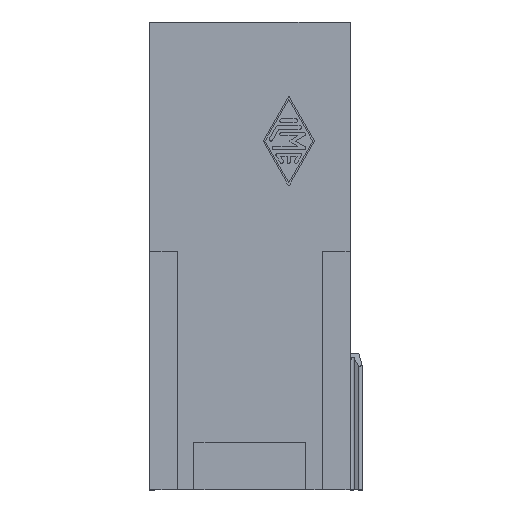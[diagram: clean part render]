
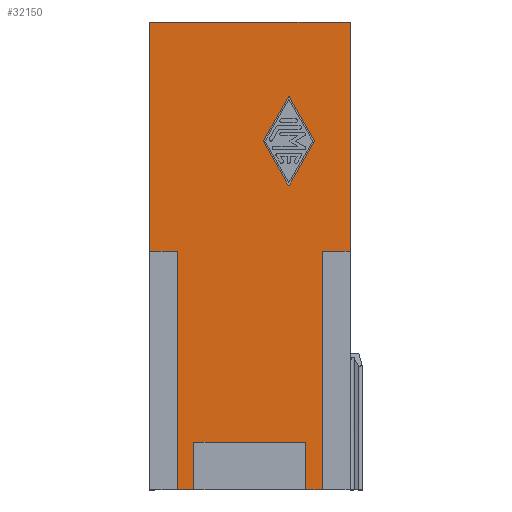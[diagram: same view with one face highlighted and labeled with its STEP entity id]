
A CAD part, front view. The second image highlights one B-rep face of the part: STEP entity #32150.
In plain terms, the highlighted face is planar.
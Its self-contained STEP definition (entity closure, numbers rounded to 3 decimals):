
#3920=CARTESIAN_POINT('',(44.598,78.257,-32.))
;
#3930=VERTEX_POINT('',#3920);
#3960=CARTESIAN_POINT('',(44.598,58.057,-32.));
#3970=DIRECTION('',(0.,-1.,0.));
#3980=VECTOR('',#3970,1.);
#3990=LINE('',#3960,#3980);
#4000=CARTESIAN_POINT('',(44.598,74.757,-32.))
;
#4010=VERTEX_POINT('',#4000);
#4020=EDGE_CURVE('',#3930,#4010,#3990,.T.);
#10040=CARTESIAN_POINT('',(41.348,60.757,-32.)
);
#10050=VERTEX_POINT('',#10040);
#10080=CARTESIAN_POINT('',(27.154,60.757,-32.))
;
#10090=DIRECTION('',(1.,0.,0.));
#10100=VECTOR('',#10090,1.);
#10110=LINE('',#10080,#10100);
#10120=CARTESIAN_POINT('',(43.398,60.757,-32.)
);
#10130=VERTEX_POINT('',#10120);
#10140=EDGE_CURVE('',#10050,#10130,#10110,.T.);
#14980=CARTESIAN_POINT('',(53.998,60.757,-32.)
);
#14990=VERTEX_POINT('',#14980);
#15020=CARTESIAN_POINT('',(27.154,60.757,-32.))
;
#15030=DIRECTION('',(1.,0.,0.));
#15040=VECTOR('',#15030,1.);
#15050=LINE('',#15020,#15040);
#15060=CARTESIAN_POINT('',(56.048,60.757,-32.)
);
#15070=VERTEX_POINT('',#15060);
#15080=EDGE_CURVE('',#14990,#15070,#15050,.T.);
#26180=CARTESIAN_POINT('',(43.398,78.257,-32.)
);
#26190=VERTEX_POINT('',#26180);
#26240=CARTESIAN_POINT('',(43.398,58.057,-32.));
#26250=DIRECTION('',(0.,-1.,0.));
#26260=VECTOR('',#26250,1.);
#26270=LINE('',#26240,#26260);
#26280=EDGE_CURVE('',#26190,#10130,#26270,.T.);
#28700=CARTESIAN_POINT('',(56.048,43.957,
-32.));
#28710=VERTEX_POINT('',#28700);
#30160=CARTESIAN_POINT('',(56.048,0.,-32.));
#30170=DIRECTION('',(0.,-1.,0.));
#30180=VECTOR('',#30170,1.);
#30190=LINE('',#30160,#30180);
#30200=EDGE_CURVE('',#15070,#28710,#30190,.T.);
#30870=CARTESIAN_POINT('',(53.998,63.757,-32.)
);
#30880=DIRECTION('',(0.,0.,-1.));
#30890=DIRECTION('',(1.,0.,0.));
#30900=AXIS2_PLACEMENT_3D('',#30870,#30880,#30890);
#30910=PLANE('',#30900);
#30920=CARTESIAN_POINT('',(19.544,0.,-32.));
#30930=DIRECTION('',(-0.496,-0.868,
0.));
#30940=VECTOR('',#30930,1.);
#30950=LINE('',#30920,#30940);
#30960=CARTESIAN_POINT('',(51.499,55.904,
-32.));
#30970=VERTEX_POINT('',#30960);
#30980=CARTESIAN_POINT('',(49.695,52.747,
-32.));
#30990=VERTEX_POINT('',#30980);
#31000=EDGE_CURVE('',#30970,#30990,#30950,.T.);
#31010=ORIENTED_EDGE('',*,*,#31000,.T.);
#31020=CARTESIAN_POINT('',(51.553,55.873,
-32.));
#31030=DIRECTION('',(0.,0.,-1.));
#31040=DIRECTION('',(0.,1.,0.));
#31050=AXIS2_PLACEMENT_3D('',#31020,#31030,#31040);
#31060=CIRCLE('',#31050,0.062);
#31070=CARTESIAN_POINT('',(51.607,55.904,
-32.));
#31080=VERTEX_POINT('',#31070);
#31090=EDGE_CURVE('',#30970,#31080,#31060,.T.);
#31100=ORIENTED_EDGE('',*,*,#31090,.F.);
#31110=CARTESIAN_POINT('',(83.562,0.,-32.));
#31120=DIRECTION('',(-0.496,0.868,
0.));
#31130=VECTOR('',#31120,1.);
#31140=LINE('',#31110,#31130);
#31150=CARTESIAN_POINT('',(53.412,52.747,
-32.));
#31160=VERTEX_POINT('',#31150);
#31170=EDGE_CURVE('',#31160,#31080,#31140,.T.);
#31180=ORIENTED_EDGE('',*,*,#31170,.T.);
#31190=CARTESIAN_POINT('',(53.303,52.685,
-32.));
#31200=DIRECTION('',(0.,0.,-1.));
#31210=DIRECTION('',(0.,1.,0.));
#31220=AXIS2_PLACEMENT_3D('',#31190,#31200,#31210);
#31230=CIRCLE('',#31220,0.125);
#31240=CARTESIAN_POINT('',(53.412,52.623,
-32.));
#31250=VERTEX_POINT('',#31240);
#31260=EDGE_CURVE('',#31160,#31250,#31230,.T.);
#31270=ORIENTED_EDGE('',*,*,#31260,.F.);
#31280=CARTESIAN_POINT('',(23.333,0.,-32.));
#31290=DIRECTION('',(0.496,0.868,
0.));
#31300=VECTOR('',#31290,1.);
#31310=LINE('',#31280,#31300);
#31320=CARTESIAN_POINT('',(51.607,49.467,
-32.));
#31330=VERTEX_POINT('',#31320);
#31340=EDGE_CURVE('',#31330,#31250,#31310,.T.);
#31350=ORIENTED_EDGE('',*,*,#31340,.T.);
#31360=CARTESIAN_POINT('',(51.553,49.498,
-32.));
#31370=DIRECTION('',(0.,0.,-1.));
#31380=DIRECTION('',(0.,1.,0.));
#31390=AXIS2_PLACEMENT_3D('',#31360,#31370,#31380);
#31400=CIRCLE('',#31390,0.063);
#31410=CARTESIAN_POINT('',(51.499,49.467,
-32.));
#31420=VERTEX_POINT('',#31410);
#31430=EDGE_CURVE('',#31330,#31420,#31400,.T.);
#31440=ORIENTED_EDGE('',*,*,#31430,.F.);
#31450=CARTESIAN_POINT('',(79.774,0.,-32.));
#31460=DIRECTION('',(0.496,-0.868,
0.));
#31470=VECTOR('',#31460,1.);
#31480=LINE('',#31450,#31470);
#31490=CARTESIAN_POINT('',(49.695,52.623,
-32.));
#31500=VERTEX_POINT('',#31490);
#31510=EDGE_CURVE('',#31500,#31420,#31480,.T.);
#31520=ORIENTED_EDGE('',*,*,#31510,.T.);
#31530=CARTESIAN_POINT('',(49.803,52.685,
-32.));
#31540=DIRECTION('',(0.,0.,-1.));
#31550=DIRECTION('',(0.,1.,0.));
#31560=AXIS2_PLACEMENT_3D('',#31530,#31540,#31550);
#31570=CIRCLE('',#31560,0.125);
#31580=EDGE_CURVE('',#31500,#30990,#31570,.T.);
#31590=ORIENTED_EDGE('',*,*,#31580,.F.);
#31600=EDGE_LOOP('',(#31590,#31520,#31440,#31350,#31270,#31180,#31100,
#31010));
#31610=FACE_BOUND('',#31600,.T.);
#31620=ORIENTED_EDGE('',*,*,#4020,.T.);
#31630=CARTESIAN_POINT('',(27.154,78.257,
-32.));
#31640=DIRECTION('',(1.,0.,0.));
#31650=VECTOR('',#31640,1.);
#31660=LINE('',#31630,#31650);
#31670=EDGE_CURVE('',#26190,#3930,#31660,.T.);
#31680=ORIENTED_EDGE('',*,*,#31670,.T.);
#31690=ORIENTED_EDGE('',*,*,#26280,.F.);
#31700=ORIENTED_EDGE('',*,*,#10140,.T.);
#31710=CARTESIAN_POINT('',(41.348,0.,-32.));
#31720=DIRECTION('',(0.,1.,0.));
#31730=VECTOR('',#31720,1.);
#31740=LINE('',#31710,#31730);
#31750=CARTESIAN_POINT('',(41.348,43.957,
-32.));
#31760=VERTEX_POINT('',#31750);
#31770=EDGE_CURVE('',#31760,#10050,#31740,.T.);
#31780=ORIENTED_EDGE('',*,*,#31770,.T.);
#31790=CARTESIAN_POINT('',(0.,43.957,-32.));
#31800=DIRECTION('',(-1.,0.,0.));
#31810=VECTOR('',#31800,1.);
#31820=LINE('',#31790,#31810);
#31830=EDGE_CURVE('',#28710,#31760,#31820,.T.);
#31840=ORIENTED_EDGE('',*,*,#31830,.T.);
#31850=ORIENTED_EDGE('',*,*,#30200,.T.);
#31860=ORIENTED_EDGE('',*,*,#15080,.T.);
#31870=CARTESIAN_POINT('',(53.998,58.057,-32.));
#31880=DIRECTION('',(0.,1.,0.));
#31890=VECTOR('',#31880,1.);
#31900=LINE('',#31870,#31890);
#31910=CARTESIAN_POINT('',(53.998,78.257,-32.)
);
#31920=VERTEX_POINT('',#31910);
#31930=EDGE_CURVE('',#14990,#31920,#31900,.T.);
#31940=ORIENTED_EDGE('',*,*,#31930,.F.);
#31950=CARTESIAN_POINT('',(52.798,78.257,-32.)
);
#31960=VERTEX_POINT('',#31950);
#31970=EDGE_CURVE('',#31960,#31920,#31660,.T.);
#31980=ORIENTED_EDGE('',*,*,#31970,.T.);
#31990=CARTESIAN_POINT('',(52.798,58.057,-32.));
#32000=DIRECTION('',(0.,1.,0.));
#32010=VECTOR('',#32000,1.);
#32020=LINE('',#31990,#32010);
#32030=CARTESIAN_POINT('',(52.798,74.757,-32.)
);
#32040=VERTEX_POINT('',#32030);
#32050=EDGE_CURVE('',#32040,#31960,#32020,.T.);
#32060=ORIENTED_EDGE('',*,*,#32050,.T.);
#32070=CARTESIAN_POINT('',(0.,74.757,-32.));
#32080=DIRECTION('',(-1.,0.,0.));
#32090=VECTOR('',#32080,1.);
#32100=LINE('',#32070,#32090);
#32110=EDGE_CURVE('',#32040,#4010,#32100,.T.);
#32120=ORIENTED_EDGE('',*,*,#32110,.F.);
#32130=EDGE_LOOP('',(#32120,#32060,#31980,#31940,#31860,#31850,#31840,
#31780,#31700,#31690,#31680,#31620));
#32140=FACE_OUTER_BOUND('',#32130,.T.);
#32150=ADVANCED_FACE('',(#31610,#32140),#30910,.T.);
